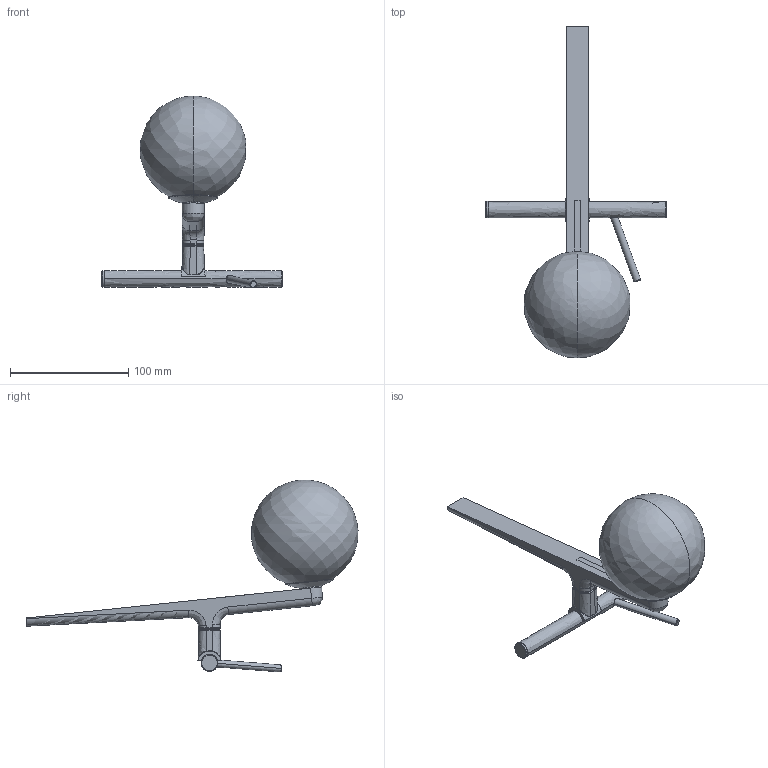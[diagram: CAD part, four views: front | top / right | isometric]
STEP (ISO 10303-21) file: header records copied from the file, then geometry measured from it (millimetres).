
FILE_DESCRIPTION(/* description */ (''),/* implementation_level */ '2;1');
FILE_NAME(/* name */ '3D 110100_Yanzi Table',/* time_stamp */ '2018-01-03T13:46:36+01:00',/* author */ (''),/* organization */ (''),/* preprocessor_version */ 'ST-DEVELOPER v10',/* originating_system */ '',/* authorisation */ '');
FILE_SCHEMA (('AUTOMOTIVE_DESIGN'));
Length unit declared in the file: millimetre
Products named in the file (1): 1
Bounding box: 152 x 280.2 x 161.97 mm (x, y, z)
Surface area: 51162.2 mm2 (no closed solid volume)
Topology: 0 solids, 9 shells, 136 faces, 347 edges, 214 vertices
Faces by surface type: bspline 110, plane 26
Entity records: 4816 total; most frequent: CARTESIAN_POINT 2885, ORIENTED_EDGE 627, EDGE_CURVE 336, VERTEX_POINT 213, EDGE_LOOP 142, B_SPLINE_CURVE_WITH_KNOTS 142, ADVANCED_FACE 135, FACE_OUTER_BOUND 135
